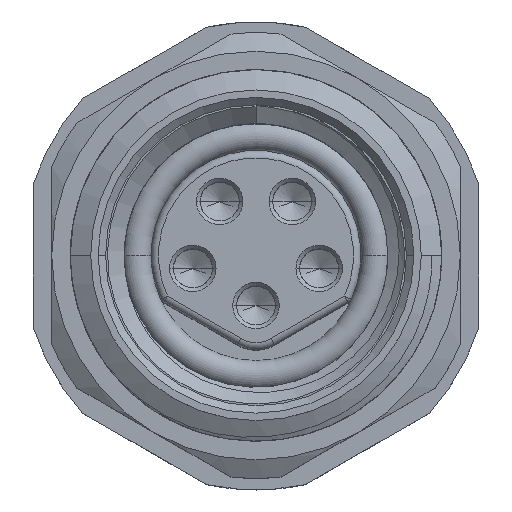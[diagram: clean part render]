
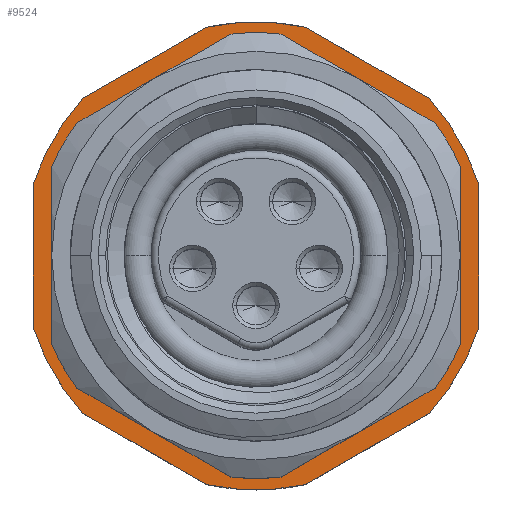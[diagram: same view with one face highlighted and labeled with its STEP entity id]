
A CAD part, top view. The second image highlights one B-rep face of the part: STEP entity #9524.
In plain terms, the highlighted planar face has unit normal (0, 0, 1).
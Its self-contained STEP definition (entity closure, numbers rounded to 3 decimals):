
#5190=CARTESIAN_POINT('',(0.,0.,-3.8));
#5191=DIRECTION('',(0.,0.,-1.));
#5192=DIRECTION('',(0.212,-0.977,0.));
#5193=AXIS2_PLACEMENT_3D('',#5190,#5191,#5192);
#5195=DIRECTION('',(-0.866,0.5,0.));
#5196=VECTOR('',#5195,3.842);
#5197=CARTESIAN_POINT('',(-1.336,-6.157,-3.8));
#5198=LINE('',#5197,#5196);
#5199=CARTESIAN_POINT('',(0.,0.,-3.8));
#5200=DIRECTION('',(0.,0.,-1.));
#5201=DIRECTION('',(-0.74,-0.672,0.));
#5202=AXIS2_PLACEMENT_3D('',#5199,#5200,#5201);
#5204=DIRECTION('',(0.,1.,0.));
#5205=VECTOR('',#5204,3.842);
#5206=CARTESIAN_POINT('',(-6.,-1.921,-3.8));
#5207=LINE('',#5206,#5205);
#5208=CARTESIAN_POINT('',(0.,0.,-3.8));
#5209=DIRECTION('',(0.,0.,-1.));
#5210=DIRECTION('',(-0.952,0.305,0.));
#5211=AXIS2_PLACEMENT_3D('',#5208,#5209,#5210);
#5213=DIRECTION('',(0.866,0.5,0.));
#5214=VECTOR('',#5213,3.842);
#5215=CARTESIAN_POINT('',(-4.664,4.236,-3.8));
#5216=LINE('',#5215,#5214);
#5217=CARTESIAN_POINT('',(0.,0.,-3.8));
#5218=DIRECTION('',(0.,0.,-1.));
#5219=DIRECTION('',(-0.212,0.977,0.));
#5220=AXIS2_PLACEMENT_3D('',#5217,#5218,#5219);
#5222=DIRECTION('',(0.866,-0.5,0.));
#5223=VECTOR('',#5222,3.842);
#5224=CARTESIAN_POINT('',(1.336,6.157,-3.8));
#5225=LINE('',#5224,#5223);
#5226=CARTESIAN_POINT('',(0.,0.,-3.8));
#5227=DIRECTION('',(0.,0.,-1.));
#5228=DIRECTION('',(0.74,0.672,0.));
#5229=AXIS2_PLACEMENT_3D('',#5226,#5227,#5228);
#5231=DIRECTION('',(0.,-1.,0.));
#5232=VECTOR('',#5231,3.842);
#5233=CARTESIAN_POINT('',(6.,1.921,-3.8));
#5234=LINE('',#5233,#5232);
#5235=CARTESIAN_POINT('',(0.,0.,-3.8));
#5236=DIRECTION('',(0.,0.,-1.));
#5237=DIRECTION('',(0.952,-0.305,0.));
#5238=AXIS2_PLACEMENT_3D('',#5235,#5236,#5237);
#5240=DIRECTION('',(-0.866,-0.5,0.));
#5241=VECTOR('',#5240,3.842);
#5242=CARTESIAN_POINT('',(4.664,-4.236,-3.8));
#5243=LINE('',#5242,#5241);
#5244=CARTESIAN_POINT('',(0.,0.,-3.8));
#5245=DIRECTION('',(0.,0.,1.));
#5246=DIRECTION('',(1.,0.,0.));
#5247=AXIS2_PLACEMENT_3D('',#5244,#5245,#5246);
#5249=CARTESIAN_POINT('',(0.,0.,-3.8));
#5250=DIRECTION('',(0.,0.,1.));
#5251=DIRECTION('',(-1.,0.,0.));
#5252=AXIS2_PLACEMENT_3D('',#5249,#5250,#5251);
#8540=CARTESIAN_POINT('',(1.336,-6.157,-3.8));
#8541=CARTESIAN_POINT('',(-1.336,-6.157,-3.8));
#8542=VERTEX_POINT('',#8540);
#8543=VERTEX_POINT('',#8541);
#8544=CARTESIAN_POINT('',(-4.664,-4.236,-3.8));
#8545=VERTEX_POINT('',#8544);
#8546=CARTESIAN_POINT('',(-6.,-1.921,-3.8));
#8547=VERTEX_POINT('',#8546);
#8548=CARTESIAN_POINT('',(-6.,1.921,-3.8));
#8549=VERTEX_POINT('',#8548);
#8550=CARTESIAN_POINT('',(-4.664,4.236,-3.8));
#8551=VERTEX_POINT('',#8550);
#8552=CARTESIAN_POINT('',(-1.336,6.157,-3.8));
#8553=VERTEX_POINT('',#8552);
#8554=CARTESIAN_POINT('',(1.336,6.157,-3.8));
#8555=VERTEX_POINT('',#8554);
#8556=CARTESIAN_POINT('',(4.664,4.236,-3.8));
#8557=VERTEX_POINT('',#8556);
#8558=CARTESIAN_POINT('',(6.,1.921,-3.8));
#8559=VERTEX_POINT('',#8558);
#8560=CARTESIAN_POINT('',(6.,-1.921,-3.8));
#8561=VERTEX_POINT('',#8560);
#8562=CARTESIAN_POINT('',(4.664,-4.236,-3.8));
#8563=VERTEX_POINT('',#8562);
#8582=CARTESIAN_POINT('',(4.7,0.,-3.8));
#8583=CARTESIAN_POINT('',(-4.7,0.,-3.8));
#8584=VERTEX_POINT('',#8582);
#8585=VERTEX_POINT('',#8583);
#9487=CARTESIAN_POINT('',(0.,0.,-3.8));
#9488=DIRECTION('',(0.,0.,-1.));
#9489=DIRECTION('',(1.,0.,0.));
#9490=AXIS2_PLACEMENT_3D('',#9487,#9488,#9489);
#9491=PLANE('',#9490);
#9493=ORIENTED_EDGE('',*,*,#9492,.T.);
#9495=ORIENTED_EDGE('',*,*,#9494,.T.);
#9497=ORIENTED_EDGE('',*,*,#9496,.T.);
#9499=ORIENTED_EDGE('',*,*,#9498,.T.);
#9501=ORIENTED_EDGE('',*,*,#9500,.T.);
#9503=ORIENTED_EDGE('',*,*,#9502,.T.);
#9505=ORIENTED_EDGE('',*,*,#9504,.T.);
#9507=ORIENTED_EDGE('',*,*,#9506,.T.);
#9509=ORIENTED_EDGE('',*,*,#9508,.T.);
#9511=ORIENTED_EDGE('',*,*,#9510,.T.);
#9513=ORIENTED_EDGE('',*,*,#9512,.T.);
#9515=ORIENTED_EDGE('',*,*,#9514,.T.);
#9516=EDGE_LOOP('',(#9493,#9495,#9497,#9499,#9501,#9503,#9505,#9507,#9509,#9511,
#9513,#9515));
#9517=FACE_OUTER_BOUND('',#9516,.F.);
#9519=ORIENTED_EDGE('',*,*,#9518,.T.);
#9521=ORIENTED_EDGE('',*,*,#9520,.T.);
#9522=EDGE_LOOP('',(#9519,#9521));
#9523=FACE_BOUND('',#9522,.F.);
#5194=CIRCLE('',#5193,6.3);
#5203=CIRCLE('',#5202,6.3);
#5212=CIRCLE('',#5211,6.3);
#5221=CIRCLE('',#5220,6.3);
#5230=CIRCLE('',#5229,6.3);
#5239=CIRCLE('',#5238,6.3);
#5248=CIRCLE('',#5247,4.7);
#5253=CIRCLE('',#5252,4.7);
#9492=EDGE_CURVE('',#8542,#8543,#5194,.T.);
#9494=EDGE_CURVE('',#8543,#8545,#5198,.T.);
#9496=EDGE_CURVE('',#8545,#8547,#5203,.T.);
#9498=EDGE_CURVE('',#8547,#8549,#5207,.T.);
#9500=EDGE_CURVE('',#8549,#8551,#5212,.T.);
#9502=EDGE_CURVE('',#8551,#8553,#5216,.T.);
#9504=EDGE_CURVE('',#8553,#8555,#5221,.T.);
#9506=EDGE_CURVE('',#8555,#8557,#5225,.T.);
#9508=EDGE_CURVE('',#8557,#8559,#5230,.T.);
#9510=EDGE_CURVE('',#8559,#8561,#5234,.T.);
#9512=EDGE_CURVE('',#8561,#8563,#5239,.T.);
#9514=EDGE_CURVE('',#8563,#8542,#5243,.T.);
#9518=EDGE_CURVE('',#8584,#8585,#5248,.T.);
#9520=EDGE_CURVE('',#8585,#8584,#5253,.T.);
#9524=ADVANCED_FACE('',(#9517,#9523),#9491,.F.);
